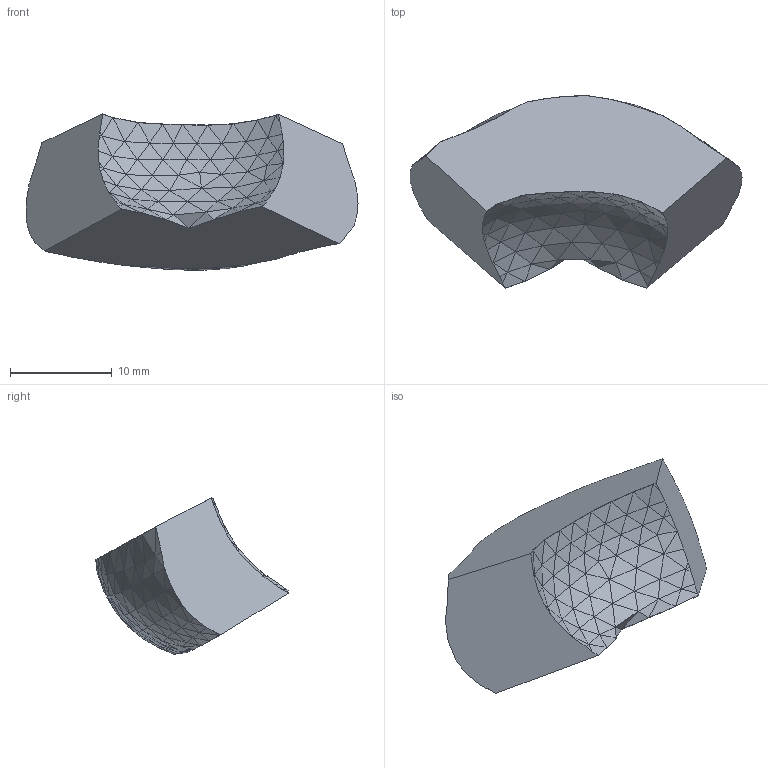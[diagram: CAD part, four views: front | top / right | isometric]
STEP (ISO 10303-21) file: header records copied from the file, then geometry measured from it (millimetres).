
FILE_DESCRIPTION(/* description */ (''),/* implementation_level */ '2;1');
FILE_NAME(/* name */ 'IVD5_Z1.step',/* time_stamp */ '2024-06-22T11:47:38-04:00',/* author */ (''),/* organization */ (''),/* preprocessor_version */ 'ST-DEVELOPER v20',/* originating_system */ 'Autodesk Translation Framework v13.14.0.145',/* authorisation */ '');
FILE_SCHEMA (('AUTOMOTIVE_DESIGN { 1 0 10303 214 3 1 1 }'));
Length unit declared in the file: millimetre
Products named in the file (1): IVD5_Z1
Bounding box: 32.63 x 18.93 x 15.36 mm (x, y, z)
Volume: 3289.7 mm3; surface area: 1404.3 mm2
Topology: 1 solids, 1 shells, 488 faces, 895 edges, 409 vertices
Faces by surface type: plane 488
Entity records: 11028 total; most frequent: DIRECTION 1873, CARTESIAN_POINT 1793, ORIENTED_EDGE 1790, LINE 895, VECTOR 895, EDGE_CURVE 895, AXIS2_PLACEMENT_3D 489, FACE_OUTER_BOUND 488
